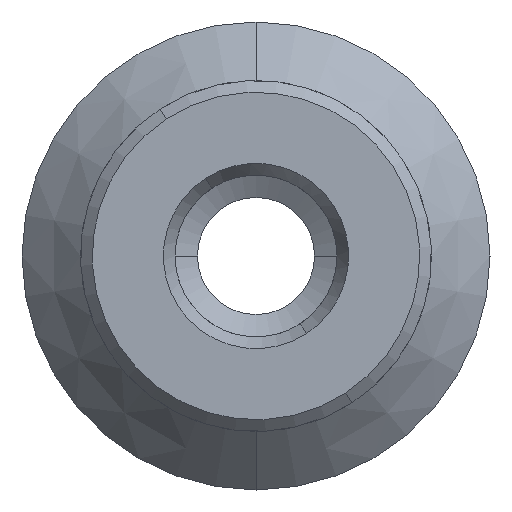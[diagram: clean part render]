
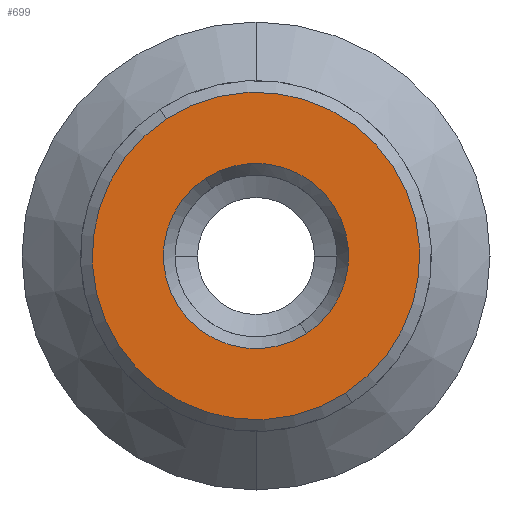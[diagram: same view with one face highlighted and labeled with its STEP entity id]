
A CAD part, front view. The second image highlights one B-rep face of the part: STEP entity #699.
In plain terms, the highlighted planar face has unit normal (0, -1, 0).
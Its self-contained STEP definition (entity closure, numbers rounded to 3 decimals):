
#13 = DIRECTION ( 'NONE',  ( 0.547, 0., -0.837 ) ) ;
#14 = DIRECTION ( 'NONE',  ( 0., 1., 0. ) ) ;
#70 = AXIS2_PLACEMENT_3D ( 'NONE', #86, #85, #84 ) ;
#71 = CIRCLE ( 'NONE', #70, 4.2 ) ;
#72 = CARTESIAN_POINT ( 'NONE',  ( 0., -15.6, 0. ) ) ;
#80 = AXIS2_PLACEMENT_3D ( 'NONE', #72, #14, #13 ) ;
#81 = CIRCLE ( 'NONE', #80, 2.375 ) ;
#84 = DIRECTION ( 'NONE',  ( 0.547, 0., -0.837 ) ) ;
#85 = DIRECTION ( 'NONE',  ( 0., 1., 0. ) ) ;
#86 = CARTESIAN_POINT ( 'NONE',  ( 0., -15.6, 0. ) ) ;
#358 = CARTESIAN_POINT ( 'NONE',  ( -1.299, -15.6, 1.988 ) ) ;
#365 = AXIS2_PLACEMENT_3D ( 'NONE', #379, #389, #394 ) ;
#375 = CIRCLE ( 'NONE', #365, 2.375 ) ;
#379 = CARTESIAN_POINT ( 'NONE',  ( 0., -15.6, 0. ) ) ;
#389 = DIRECTION ( 'NONE',  ( 0., 1., 0. ) ) ;
#394 = DIRECTION ( 'NONE',  ( 0.547, 0., -0.837 ) ) ;
#412 = CARTESIAN_POINT ( 'NONE',  ( 1.299, -15.6, -1.988 ) ) ;
#544 = EDGE_CURVE ( 'NONE', #545, #546, #1031, .T. ) ;
#545 = VERTEX_POINT ( 'NONE', #980 ) ;
#546 = VERTEX_POINT ( 'NONE', #979 ) ;
#699 = ADVANCED_FACE ( 'NONE', ( #1395, #1392 ), #1388, .T. ) ;
#700 = ORIENTED_EDGE ( 'NONE', *, *, #1516, .T. ) ;
#701 = ORIENTED_EDGE ( 'NONE', *, *, #790, .T. ) ;
#765 = EDGE_LOOP ( 'NONE', ( #766, #785 ) ) ;
#766 = ORIENTED_EDGE ( 'NONE', *, *, #544, .F. ) ;
#785 = ORIENTED_EDGE ( 'NONE', *, *, #786, .F. ) ;
#786 = EDGE_CURVE ( 'NONE', #546, #545, #71, .T. ) ;
#790 = EDGE_CURVE ( 'NONE', #1501, #1509, #81, .T. ) ;
#791 = EDGE_LOOP ( 'NONE', ( #700, #701 ) ) ;
#979 = CARTESIAN_POINT ( 'NONE',  ( -2.297, -15.6, 3.516 ) ) ;
#980 = CARTESIAN_POINT ( 'NONE',  ( 2.297, -15.6, -3.516 ) ) ;
#981 = DIRECTION ( 'NONE',  ( 0.547, 0., -0.837 ) ) ;
#1028 = DIRECTION ( 'NONE',  ( 0., 1., 0. ) ) ;
#1029 = CARTESIAN_POINT ( 'NONE',  ( 0., -15.6, 0. ) ) ;
#1030 = AXIS2_PLACEMENT_3D ( 'NONE', #1029, #1028, #981 ) ;
#1031 = CIRCLE ( 'NONE', #1030, 4.2 ) ;
#1381 = DIRECTION ( 'NONE',  ( 0., -1., 0. ) ) ;
#1384 = CARTESIAN_POINT ( 'NONE',  ( -3.516, -15.6, -2.297 ) ) ;
#1385 = DIRECTION ( 'NONE',  ( -0.547, 0., 0.837 ) ) ;
#1388 = PLANE ( 'NONE',  #1390 ) ;
#1390 = AXIS2_PLACEMENT_3D ( 'NONE', #1384, #1381, #1385 ) ;
#1392 = FACE_OUTER_BOUND ( 'NONE', #765, .T. ) ;
#1395 = FACE_BOUND ( 'NONE', #791, .T. ) ;
#1501 = VERTEX_POINT ( 'NONE', #412 ) ;
#1509 = VERTEX_POINT ( 'NONE', #358 ) ;
#1516 = EDGE_CURVE ( 'NONE', #1509, #1501, #375, .T. ) ;
